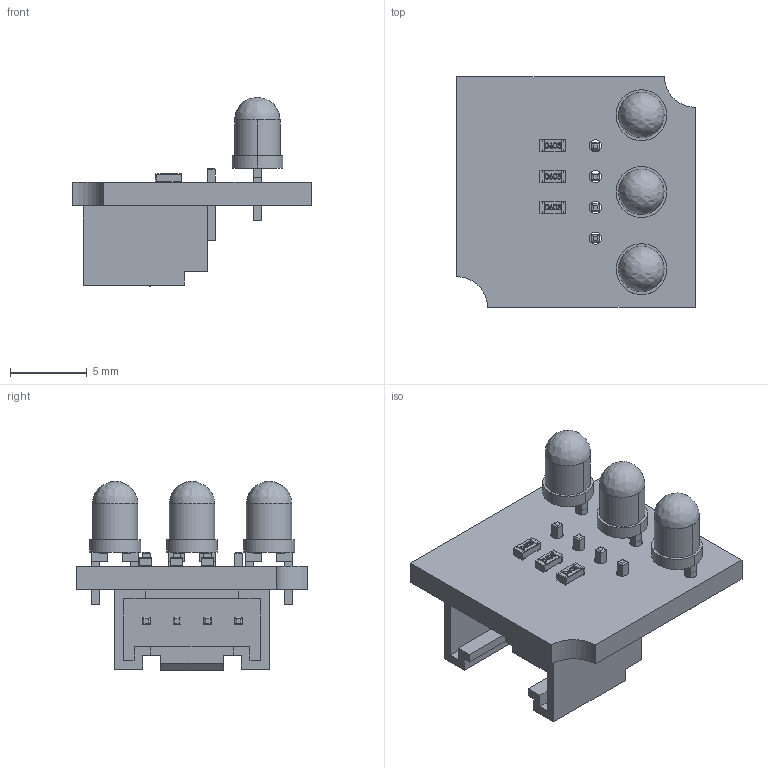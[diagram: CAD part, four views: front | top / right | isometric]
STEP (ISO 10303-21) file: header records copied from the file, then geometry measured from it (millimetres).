
FILE_DESCRIPTION(('Open CASCADE Model'),'2;1');
FILE_NAME('Open CASCADE Shape Model','2022-11-09T11:54:37',('Author'),( 'Open CASCADE'),'Open CASCADE STEP processor 7.5','Open CASCADE 7.5' ,'Unknown');
FILE_SCHEMA(('AUTOMOTIVE_DESIGN { 1 0 10303 214 1 1 1 1 }'));
Length unit declared in the file: millimetre
Products named in the file (74): PCB; Board; Open CASCADE STEP translator 7.5 1.1.1; X1; 33; grove_plastika.STEP; CzꝦ8^User Library-grove.STEP; R3; User Library-RES_1609-0603; l; R1; D3; User Library-LEDd3G; Open CASCADE STEP translator 6.2 685.1; 352708944; Extruded5; 352709712; Extruded1; 352709328; Extruded4; 352708560; Extruded; 352709456; Extruded2; 352708816; Extruded3; 352479088; Cylinder1; 352468896; Sphere; 352476064; Cylinder; D2; User Library-LEDd3Y; Open CASCADE STEP translator 6.2 545.1; 352471808; 352466432; 352466768; D1; User Library-LEDd3R ...
Assembly tree (87 placements, depth 6):
  PCB
    Board
      Open CASCADE STEP translator 7.5 1.1.1
    X1
      33
        grove_plastika.STEP
        CzꝦ8^User Library-grove.STEP
    R3
      User Library-RES_1609-0603
    l
      User Library-RES_1609-0603
    R1
      User Library-RES_1609-0603
    D3
      User Library-LEDd3G
        Open CASCADE STEP translator 6.2 685.1
          352708944  x2
            Extruded5
          352709712
            Extruded1
          352709328  x2
            Extruded4
          352708560  x2
            Extruded
          352709456
            Extruded2
          352708816  x2
            Extruded3
          352479088
            Cylinder1
          352468896
            Sphere
          352476064
            Cylinder
    D2
      User Library-LEDd3Y
        Open CASCADE STEP translator 6.2 545.1
          352708944  x2
            Extruded4
          352709328  x2
            Extruded2
          352708816  x2
            Extruded5
          352708560  x2
            Extruded
          352471808
            Sphere
          352466432
            Cylinder
          352466768
            Cylinder1
          352709456
            Extruded1
          352709712
            Extruded3
    D1
      User Library-LEDd3R
        Open CASCADE STEP translator 6.2 627.1
          352476848
            Cylinder1
Bounding box: 15.5 x 15 x 12.31 mm (x, y, z)
Volume: 647 mm3; surface area: 1531.7 mm2
Topology: 57 solids, 57 shells, 607 faces, 1402 edges, 918 vertices
Faces by surface type: plane 422, bspline 129, cylinder 56
Full cylindrical faces by diameter (mm): 0.8 x10
Entity records: 14160 total; most frequent: CARTESIAN_POINT 4804, ORIENTED_EDGE 1544, DIRECTION 1488, EDGE_CURVE 772, LINE 604, VECTOR 604, VERTEX_POINT 506, AXIS2_PLACEMENT_3D 442
